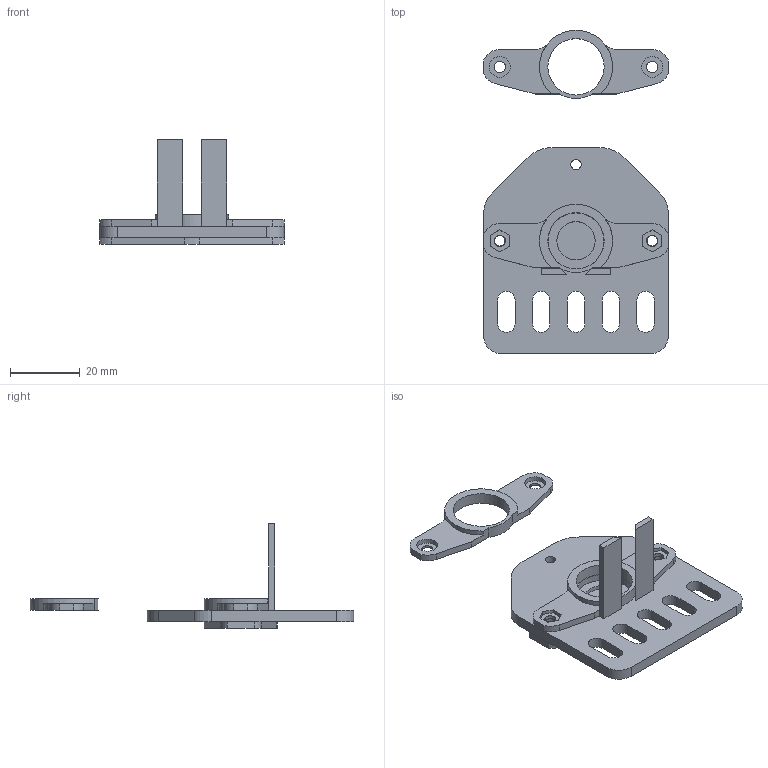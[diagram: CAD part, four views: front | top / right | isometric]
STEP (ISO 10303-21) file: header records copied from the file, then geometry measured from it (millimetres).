
FILE_DESCRIPTION( ( '' ), ' ' );
FILE_NAME( '55237ac1e4b0667588915860.step', '2015-04-07T06:35:45', ( '' ), ( '' ), ' ', ' ', ' ' );
FILE_SCHEMA( ( 'AUTOMOTIVE_DESIGN { 1 0 10303 214 1 1 1 1 }' ) );
Length unit declared in the file: metre
Products named in the file (6): V-Slot-Position-1; V-Slot-Position-2; Dust-Cover-Upper; Dust-Cover-Lower; Dust-Cover-End-Cap; NEMA-17-Threaded-Rod-Plate
Bounding box: 53 x 92.93 x 30.17 mm (x, y, z)
Volume: 12000 mm3; surface area: 12217.8 mm2
Topology: 6 solids, 6 shells, 136 faces, 351 edges, 234 vertices
Faces by surface type: plane 81, cylinder 55
Full cylindrical faces by diameter (mm): 3 x3, 3.2 x6, 6 x4, 11 x1, 16.05 x1, 16.2 x2
Entity records: 4266 total; most frequent: DIRECTION 732, CARTESIAN_POINT 710, ORIENTED_EDGE 668, EDGE_CURVE 334, AXIS2_PLACEMENT_3D 256, VERTEX_POINT 234, LINE 220, VECTOR 220
